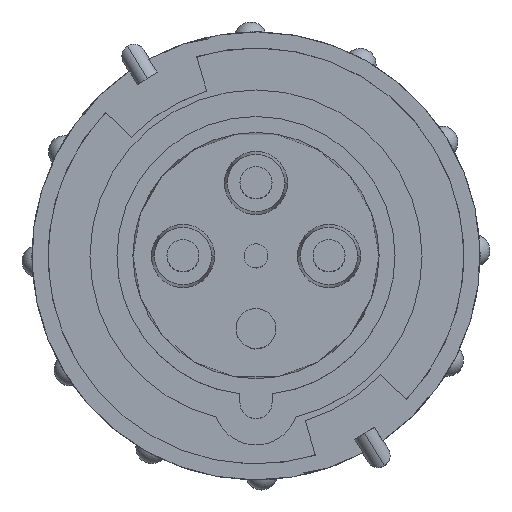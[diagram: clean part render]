
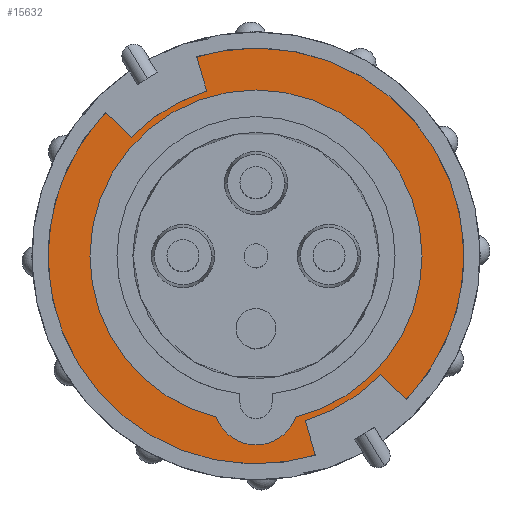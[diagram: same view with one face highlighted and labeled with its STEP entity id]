
A CAD part, top view. The second image highlights one B-rep face of the part: STEP entity #15632.
In plain terms, the highlighted planar face has unit normal (0, 0, 1).
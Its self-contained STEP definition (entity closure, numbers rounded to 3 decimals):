
#33 = CARTESIAN_POINT ( 'NONE',  ( 0., 0., -67. ) ) ;
#192 = FACE_BOUND ( 'NONE', #23441, .T. ) ;
#345 = CARTESIAN_POINT ( 'NONE',  ( 0., 37.5, -67. ) ) ;
#1625 = DIRECTION ( 'NONE',  ( 0., 0., 1. ) ) ;
#1689 = CARTESIAN_POINT ( 'NONE',  ( 9.879, -40.307, -67. ) ) ;
#2072 = CIRCLE ( 'NONE', #8746, 52. ) ;
#2162 = CIRCLE ( 'NONE', #23822, 10.5 ) ;
#4035 = CARTESIAN_POINT ( 'NONE',  ( 0., 0., -67. ) ) ;
#4716 = EDGE_CURVE ( 'NONE', #17228, #21006, #8262, .T. ) ;
#4969 = VERTEX_POINT ( 'NONE', #29175 ) ;
#5023 = DIRECTION ( 'NONE',  ( 0., 0., -1. ) ) ;
#5403 = EDGE_CURVE ( 'NONE', #21006, #23859, #2162, .T. ) ;
#5441 = CIRCLE ( 'NONE', #31694, 52. ) ;
#8262 = CIRCLE ( 'NONE', #12408, 41.5 ) ;
#8746 = AXIS2_PLACEMENT_3D ( 'NONE', #10375, #13269, #30084 ) ;
#8939 = DIRECTION ( 'NONE',  ( -1., 0., 0. ) ) ;
#9090 = CARTESIAN_POINT ( 'NONE',  ( 0., 0., -67. ) ) ;
#10375 = CARTESIAN_POINT ( 'NONE',  ( 0., 0., -67. ) ) ;
#10690 = CARTESIAN_POINT ( 'NONE',  ( 52., 0., -67. ) ) ;
#11312 = ORIENTED_EDGE ( 'NONE', *, *, #11472, .T. ) ;
#11472 = EDGE_CURVE ( 'NONE', #4969, #24035, #2072, .T. ) ;
#12155 = DIRECTION ( 'NONE',  ( 0., 0., 1. ) ) ;
#12337 = DIRECTION ( 'NONE',  ( 0., 0., 1. ) ) ;
#12408 = AXIS2_PLACEMENT_3D ( 'NONE', #33, #17259, #29700 ) ;
#12863 = CARTESIAN_POINT ( 'NONE',  ( -41.5, 0., -67. ) ) ;
#13269 = DIRECTION ( 'NONE',  ( 0., 0., 1. ) ) ;
#13667 = CIRCLE ( 'NONE', #16237, 41.5 ) ;
#14727 = DIRECTION ( 'NONE',  ( 1., 0., 0. ) ) ;
#14838 = DIRECTION ( 'NONE',  ( -1., 0., 0. ) ) ;
#15632 = ADVANCED_FACE ( 'NONE', ( #24889, #192 ), #29702, .F. ) ;
#16237 = AXIS2_PLACEMENT_3D ( 'NONE', #17312, #12337, #22502 ) ;
#17228 = VERTEX_POINT ( 'NONE', #12863 ) ;
#17259 = DIRECTION ( 'NONE',  ( 0., 0., 1. ) ) ;
#17312 = CARTESIAN_POINT ( 'NONE',  ( 0., 0., -67. ) ) ;
#17321 = ORIENTED_EDGE ( 'NONE', *, *, #5403, .F. ) ;
#17360 = EDGE_CURVE ( 'NONE', #24035, #4969, #5441, .T. ) ;
#17422 = EDGE_CURVE ( 'NONE', #23859, #29459, #13667, .T. ) ;
#18465 = ORIENTED_EDGE ( 'NONE', *, *, #27358, .F. ) ;
#19785 = CARTESIAN_POINT ( 'NONE',  ( -9.879, -40.307, -67. ) ) ;
#19884 = AXIS2_PLACEMENT_3D ( 'NONE', #4035, #1625, #23739 ) ;
#20090 = AXIS2_PLACEMENT_3D ( 'NONE', #345, #5023, #14838 ) ;
#20293 = ORIENTED_EDGE ( 'NONE', *, *, #17360, .T. ) ;
#21006 = VERTEX_POINT ( 'NONE', #19785 ) ;
#21418 = ORIENTED_EDGE ( 'NONE', *, *, #4716, .F. ) ;
#22502 = DIRECTION ( 'NONE',  ( 1., 0., 0. ) ) ;
#23441 = EDGE_LOOP ( 'NONE', ( #25655, #17321, #21418, #18465 ) ) ;
#23739 = DIRECTION ( 'NONE',  ( 1., 0., 0. ) ) ;
#23822 = AXIS2_PLACEMENT_3D ( 'NONE', #26857, #12155, #14727 ) ;
#23859 = VERTEX_POINT ( 'NONE', #1689 ) ;
#24035 = VERTEX_POINT ( 'NONE', #10690 ) ;
#24889 = FACE_OUTER_BOUND ( 'NONE', #29806, .T. ) ;
#25655 = ORIENTED_EDGE ( 'NONE', *, *, #17422, .F. ) ;
#26066 = DIRECTION ( 'NONE',  ( 0., 0., 1. ) ) ;
#26857 = CARTESIAN_POINT ( 'NONE',  ( 0., -36.75, -67. ) ) ;
#27358 = EDGE_CURVE ( 'NONE', #29459, #17228, #28636, .T. ) ;
#28636 = CIRCLE ( 'NONE', #19884, 41.5 ) ;
#28702 = CARTESIAN_POINT ( 'NONE',  ( 41.5, 0., -67. ) ) ;
#29175 = CARTESIAN_POINT ( 'NONE',  ( -52., 0., -67. ) ) ;
#29459 = VERTEX_POINT ( 'NONE', #28702 ) ;
#29700 = DIRECTION ( 'NONE',  ( 1., 0., 0. ) ) ;
#29702 = PLANE ( 'NONE',  #20090 ) ;
#29806 = EDGE_LOOP ( 'NONE', ( #20293, #11312 ) ) ;
#30084 = DIRECTION ( 'NONE',  ( -1., 0., 0. ) ) ;
#31694 = AXIS2_PLACEMENT_3D ( 'NONE', #9090, #26066, #8939 ) ;
